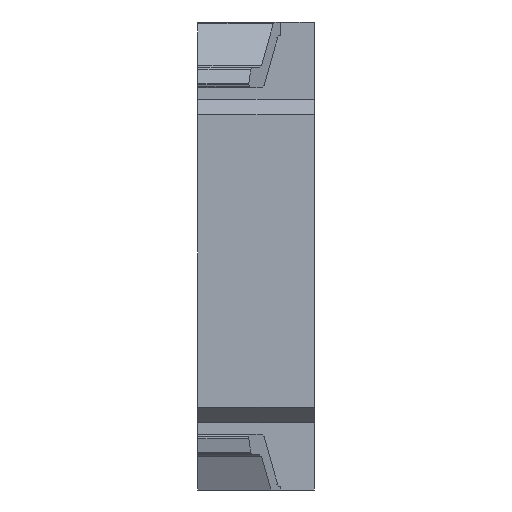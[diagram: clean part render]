
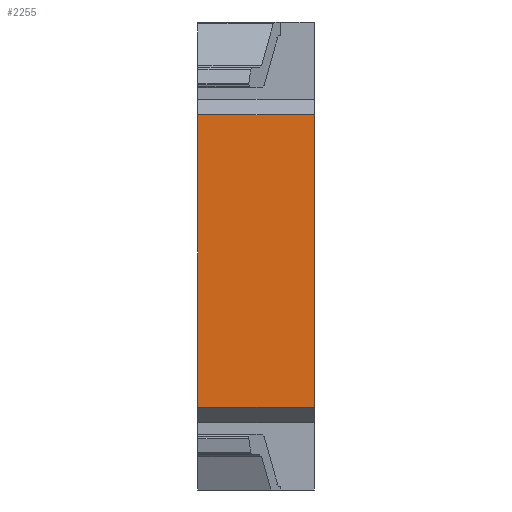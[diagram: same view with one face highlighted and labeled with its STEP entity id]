
A CAD part, front view. The second image highlights one B-rep face of the part: STEP entity #2255.
In plain terms, the highlighted planar face has unit normal (0, -1, 0).
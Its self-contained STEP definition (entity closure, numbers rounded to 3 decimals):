
#2192=CARTESIAN_POINT('',(0.0,-20.46,20.509));
#2193=VERTEX_POINT('',#2192);
#2200=CARTESIAN_POINT('',(8.0,-20.46,20.509));
#2201=VERTEX_POINT('',#2200);
#2202=CARTESIAN_POINT('',(8.0,-20.46,20.509));
#2203=DIRECTION('',(-1.0,0.0,0.0));
#2204=VECTOR('',#2203,8.0);
#2205=LINE('',#2202,#2204);
#2206=EDGE_CURVE('',#2201,#2193,#2205,.T.);
#2225=CARTESIAN_POINT('',(8.0,-20.46,20.509));
#2226=DIRECTION('',(0.0,-1.0,0.0));
#2227=DIRECTION('',(1.0,0.0,0.0));
#2228=AXIS2_PLACEMENT_3D('',#2225,#2226,#2227);
#2229=PLANE('',#2228);
#2230=CARTESIAN_POINT('',(0.0,-20.46,0.391));
#2231=VERTEX_POINT('',#2230);
#2232=CARTESIAN_POINT('',(0.,-20.46,20.509));
#2233=DIRECTION('',(0.0,0.0,-1.0));
#2234=VECTOR('',#2233,20.119);
#2235=LINE('',#2232,#2234);
#2236=EDGE_CURVE('',#2193,#2231,#2235,.T.);
#2237=ORIENTED_EDGE('',*,*,#2236,.T.);
#2238=CARTESIAN_POINT('',(8.0,-20.46,0.391));
#2239=VERTEX_POINT('',#2238);
#2240=CARTESIAN_POINT('',(8.0,-20.46,0.391));
#2241=DIRECTION('',(-1.0,0.0,0.0));
#2242=VECTOR('',#2241,8.0);
#2243=LINE('',#2240,#2242);
#2244=EDGE_CURVE('',#2239,#2231,#2243,.T.);
#2245=ORIENTED_EDGE('',*,*,#2244,.F.);
#2246=CARTESIAN_POINT('',(8.0,-20.46,0.391));
#2247=DIRECTION('',(0.0,0.0,1.0));
#2248=VECTOR('',#2247,20.119);
#2249=LINE('',#2246,#2248);
#2250=EDGE_CURVE('',#2239,#2201,#2249,.T.);
#2251=ORIENTED_EDGE('',*,*,#2250,.T.);
#2252=ORIENTED_EDGE('',*,*,#2206,.T.);
#2253=EDGE_LOOP('',(#2237,#2245,#2251,#2252));
#2254=FACE_OUTER_BOUND('',#2253,.T.);
#2255=ADVANCED_FACE('',(#2254),#2229,.T.);
